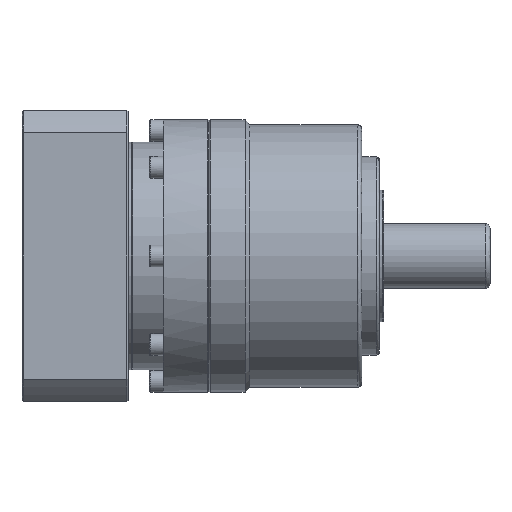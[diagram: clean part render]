
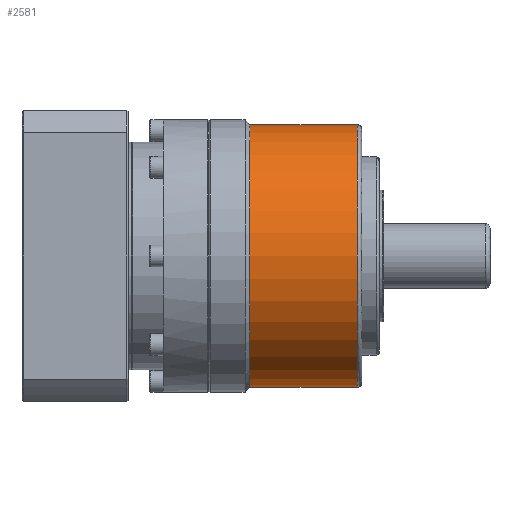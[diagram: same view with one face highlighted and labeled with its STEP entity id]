
A CAD part, front view. The second image highlights one B-rep face of the part: STEP entity #2581.
In plain terms, the highlighted cylindrical face has radius 45 mm (diameter 90 mm), a partial arc.
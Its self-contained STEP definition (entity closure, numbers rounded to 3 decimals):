
#782 = VERTEX_POINT ( 'NONE', #14766 ) ;
#1145 = VERTEX_POINT ( 'NONE', #19943 ) ;
#1556 = CIRCLE ( 'NONE', #19517, 45. ) ;
#1820 = ORIENTED_EDGE ( 'NONE', *, *, #3783, .T. ) ;
#2581 = ADVANCED_FACE ( 'NONE', ( #16201 ), #9980, .T. ) ;
#3567 = EDGE_CURVE ( 'NONE', #782, #1145, #10206, .T. ) ;
#3774 = EDGE_CURVE ( 'NONE', #782, #9316, #17621, .T. ) ;
#3783 = EDGE_CURVE ( 'NONE', #1145, #14638, #7901, .T. ) ;
#3886 = VECTOR ( 'NONE', #15928, 1000. ) ;
#4280 = CARTESIAN_POINT ( 'NONE',  ( -82.409, 0., 45. ) ) ;
#5459 = DIRECTION ( 'NONE',  ( 0., 0., 1. ) ) ;
#5653 = DIRECTION ( 'NONE',  ( -1., 0., 0. ) ) ;
#5788 = CARTESIAN_POINT ( 'NONE',  ( -44., 0., 0. ) ) ;
#5902 = AXIS2_PLACEMENT_3D ( 'NONE', #10956, #12469, #12054 ) ;
#6430 = ORIENTED_EDGE ( 'NONE', *, *, #3774, .F. ) ;
#7504 = ORIENTED_EDGE ( 'NONE', *, *, #3567, .T. ) ;
#7894 = CARTESIAN_POINT ( 'NONE',  ( -82.409, 0., 0. ) ) ;
#7901 = LINE ( 'NONE', #15876, #3886 ) ;
#9209 = EDGE_CURVE ( 'NONE', #14638, #9316, #1556, .T. ) ;
#9316 = VERTEX_POINT ( 'NONE', #19339 ) ;
#9358 = DIRECTION ( 'NONE',  ( 0., 0., 1. ) ) ;
#9980 = CYLINDRICAL_SURFACE ( 'NONE', #14456, 45. ) ;
#10206 = CIRCLE ( 'NONE', #5902, 45. ) ;
#10956 = CARTESIAN_POINT ( 'NONE',  ( -45.5, 0., 0. ) ) ;
#12054 = DIRECTION ( 'NONE',  ( 0., 0., 1. ) ) ;
#12469 = DIRECTION ( 'NONE',  ( -1., 0., 0. ) ) ;
#13427 = VECTOR ( 'NONE', #16747, 1000. ) ;
#13834 = EDGE_LOOP ( 'NONE', ( #6430, #7504, #1820, #18515 ) ) ;
#14456 = AXIS2_PLACEMENT_3D ( 'NONE', #5788, #5653, #5459 ) ;
#14638 = VERTEX_POINT ( 'NONE', #4280 ) ;
#14766 = CARTESIAN_POINT ( 'NONE',  ( -45.5, 0., -45. ) ) ;
#15876 = CARTESIAN_POINT ( 'NONE',  ( -44., 0., 45. ) ) ;
#15928 = DIRECTION ( 'NONE',  ( -1., 0., 0. ) ) ;
#16201 = FACE_OUTER_BOUND ( 'NONE', #13834, .T. ) ;
#16747 = DIRECTION ( 'NONE',  ( -1., 0., 0. ) ) ;
#17031 = CARTESIAN_POINT ( 'NONE',  ( -44., 0., -45. ) ) ;
#17621 = LINE ( 'NONE', #17031, #13427 ) ;
#18515 = ORIENTED_EDGE ( 'NONE', *, *, #9209, .T. ) ;
#18707 = DIRECTION ( 'NONE',  ( 1., 0., 0. ) ) ;
#19339 = CARTESIAN_POINT ( 'NONE',  ( -82.409, 0., -45. ) ) ;
#19517 = AXIS2_PLACEMENT_3D ( 'NONE', #7894, #18707, #9358 ) ;
#19943 = CARTESIAN_POINT ( 'NONE',  ( -45.5, 0., 45. ) ) ;
